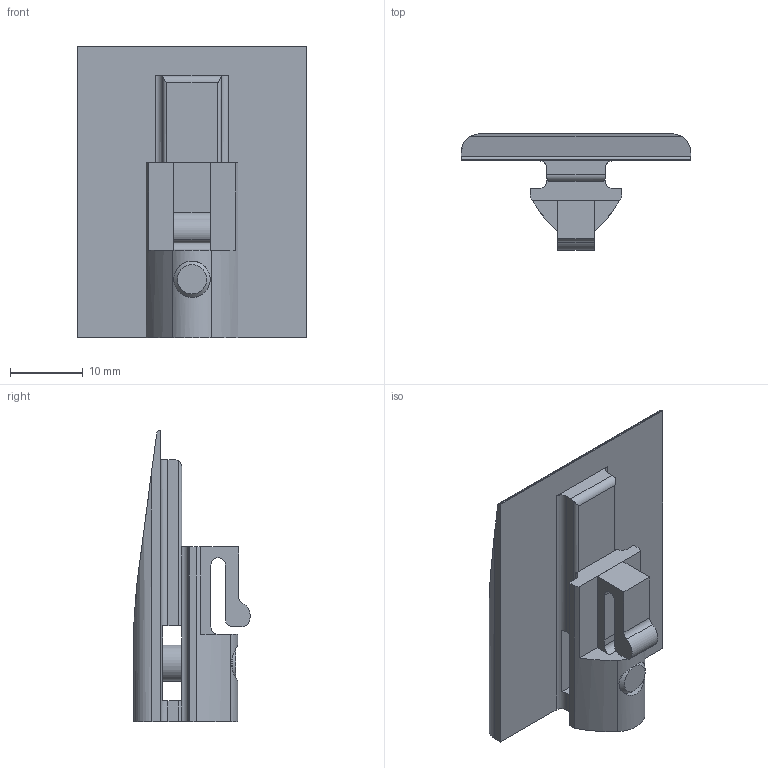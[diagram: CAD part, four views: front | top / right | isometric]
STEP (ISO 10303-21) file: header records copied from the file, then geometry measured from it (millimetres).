
FILE_DESCRIPTION(/* description */ ('KriTec Gleitkeil 8 für Gleitleiste 8, PA schwarz'),/* implementation_level */ '2;1');
FILE_NAME(/* name */ '14016_KriTec_Gleitkeil_8_fuer_Gleitleiste_8.stp',/* time_stamp */ '2020-07-08T15:56:26+02:00',/* author */ ('Nell'),/* organization */ (''),/* preprocessor_version */ 'ST-DEVELOPER v17',/* originating_system */ 'Autodesk Inventor 2018',/* authorisation */ '');
FILE_SCHEMA (('AUTOMOTIVE_DESIGN { 1 0 10303 214 3 1 1 }'));
Length unit declared in the file: millimetre
Products named in the file (1): 14016
Bounding box: 31.5 x 16 x 40 mm (x, y, z)
Volume: 5425.6 mm3; surface area: 4311.6 mm2
Topology: 1 solids, 1 shells, 81 faces, 225 edges, 148 vertices
Faces by surface type: plane 46, cylinder 32, cone 3
Full cylindrical faces by diameter (mm): 5 x1, 5.2 x1, 10 x1, 10.2 x1
Entity records: 2714 total; most frequent: CARTESIAN_POINT 525, ORIENTED_EDGE 450, DIRECTION 449, EDGE_CURVE 225, AXIS2_PLACEMENT_3D 152, VERTEX_POINT 148, LINE 145, VECTOR 145
